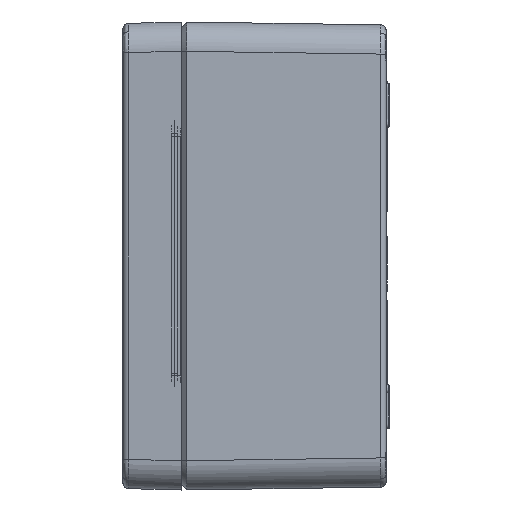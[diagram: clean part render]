
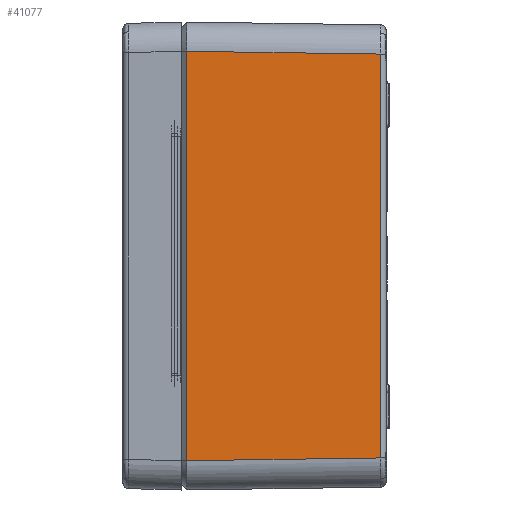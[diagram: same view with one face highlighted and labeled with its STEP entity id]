
A CAD part, left-side view. The second image highlights one B-rep face of the part: STEP entity #41077.
In plain terms, the highlighted planar face has unit normal (-1, -0.014, 0).
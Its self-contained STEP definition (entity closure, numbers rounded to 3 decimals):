
#817=PLANE('',#44388);
#2140=LINE('',#95059,#4390);
#2141=LINE('',#95080,#4391);
#2142=LINE('',#95081,#4392);
#2143=LINE('',#95082,#4393);
#4390=VECTOR('',#51084,1000.);
#4391=VECTOR('',#51087,1000.);
#4392=VECTOR('',#51088,1000.);
#4393=VECTOR('',#51089,1000.);
#10683=FACE_OUTER_BOUND('',#13785,.T.);
#13785=EDGE_LOOP('',(#31967,#31968,#31969,#31970));
#18785=VERTEX_POINT('',#86833);
#19504=VERTEX_POINT('',#95058);
#19505=VERTEX_POINT('',#95078);
#19506=VERTEX_POINT('',#95079);
#23905=EDGE_CURVE('',#18785,#19504,#2140,.T.);
#23908=EDGE_CURVE('',#19505,#19506,#2141,.T.);
#23909=EDGE_CURVE('',#19506,#18785,#2142,.T.);
#23910=EDGE_CURVE('',#19504,#19505,#2143,.T.);
#31967=ORIENTED_EDGE('',*,*,#23908,.T.);
#31968=ORIENTED_EDGE('',*,*,#23909,.T.);
#31969=ORIENTED_EDGE('',*,*,#23905,.T.);
#31970=ORIENTED_EDGE('',*,*,#23910,.T.);
#41077=ADVANCED_FACE('',(#10683),#817,.T.);
#44388=AXIS2_PLACEMENT_3D('',#95077,#51085,#51086);
#51084=DIRECTION('',(-0.014,1.,0.014));
#51085=DIRECTION('center_axis',(-1.,-0.014,
0.));
#51086=DIRECTION('ref_axis',(0.014,-1.,0.));
#51087=DIRECTION('',(0.014,-1.,0.014));
#51088=DIRECTION('',(0.,0.,1.));
#51089=DIRECTION('',(0.,0.,-1.));
#86833=CARTESIAN_POINT('',(-279.038,-68.028,69.039));
#95058=CARTESIAN_POINT('',(-279.975,-1.8,69.976));
#95059=CARTESIAN_POINT('',(-279.97,-2.12,69.971));
#95077=CARTESIAN_POINT('Origin',(-280.,0.,-80.));
#95078=CARTESIAN_POINT('',(-279.975,-1.8,-69.976));
#95079=CARTESIAN_POINT('',(-279.038,-68.028,-69.039));
#95080=CARTESIAN_POINT('',(-280.002,0.141,-70.003));
#95081=CARTESIAN_POINT('',(-279.038,-68.028,69.011));
#95082=CARTESIAN_POINT('',(-279.975,-1.8,-80.));
